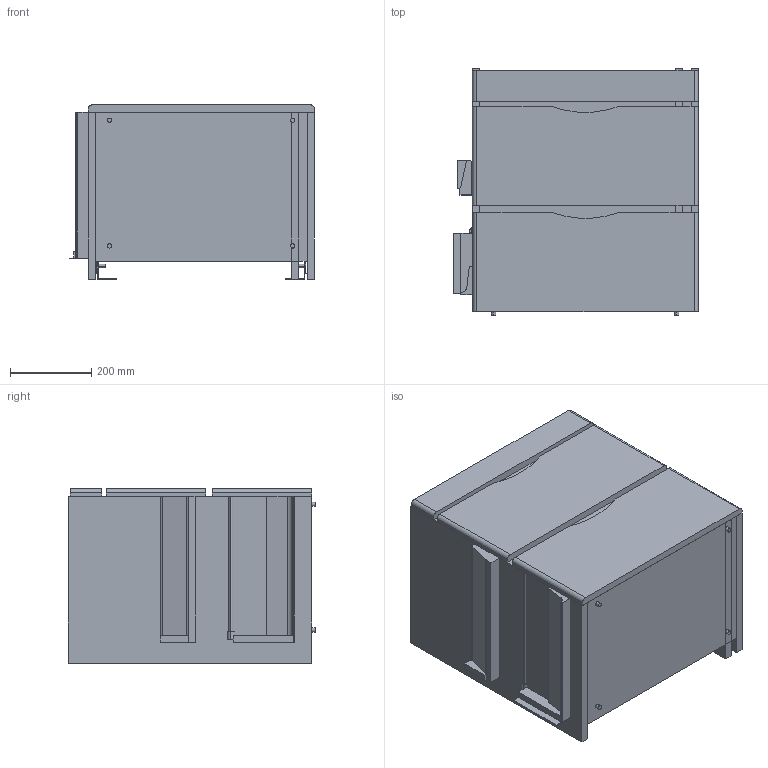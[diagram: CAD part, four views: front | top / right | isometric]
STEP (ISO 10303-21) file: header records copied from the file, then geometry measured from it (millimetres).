
FILE_DESCRIPTION (( 'STEP AP214' ), '1' );
FILE_NAME ('700121 & 700521 & 700921_v10211.STEP', '2021-02-11T14:35:34', ( '' ), ( '' ), 'SwSTEP 2.0', 'SolidWorks 2019', '' );
FILE_SCHEMA (( 'AUTOMOTIVE_DESIGN' ));
Length unit declared in the file: millimetre
Products named in the file (21): 700121 & 700521 & 700921_v10211; Drawer Front_v10918; Back Board Drawer_v10918_700111; 360 Top drawer rail L_60cm; Drawer Bottom v10918_700111; Right side panel_v10918; Top Drawer ASM_v11118_700121; 360 Top drawer rail R_60cm; Left side panel_v10918; top drawer base_v11118_700121; Bottom Drawer Assembly_v10918_700111; Brack p1_v10819; Bracket p2_v10819; Top Drawer plastic insert; Drawer side R v10918; Base Panel_v10918_700111; Feet_v10918; top drawer back_v11118_700121; Front Panels_v10918_700111; Wooden Bracket_v10918_700111; Drawer side L v10918
Assembly tree (28 placements, depth 3):
  700121 & 700521 & 700921_v10211
    Base Panel_v10918_700111
    Left side panel_v10918
    Right side panel_v10918
    Wooden Bracket_v10918_700111  x2
    Front Panels_v10918_700111
    Bottom Drawer Assembly_v10918_700111
      Drawer Bottom v10918_700111
      Drawer side L v10918
      Drawer side R v10918
      Drawer Front_v10918
      Back Board Drawer_v10918_700111
    Brack p1_v10819  x2
    Bracket p2_v10819  x2
    Feet_v10918  x4
    Top Drawer ASM_v11118_700121
      top drawer base_v11118_700121
      top drawer back_v11118_700121  x2
      Top Drawer plastic insert
      360 Top drawer rail L_60cm
      360 Top drawer rail R_60cm
      Drawer Front_v10918
Bounding box: 603.9 x 609.5 x 430.5 mm (x, y, z)
Volume: 33979061.8 mm3; surface area: 4506922.8 mm2
Topology: 29 solids, 29 shells, 542 faces, 1278 edges, 849 vertices
Faces by surface type: plane 338, cylinder 203, torus 1
Entity records: 13437 total; most frequent: DIRECTION 2278, CARTESIAN_POINT 2179, ORIENTED_EDGE 2028, EDGE_CURVE 1014, AXIS2_PLACEMENT_3D 800, VECTOR 678, LINE 678, VERTEX_POINT 673
